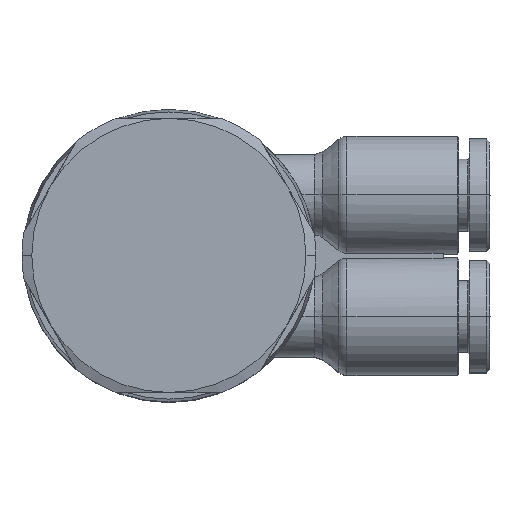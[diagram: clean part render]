
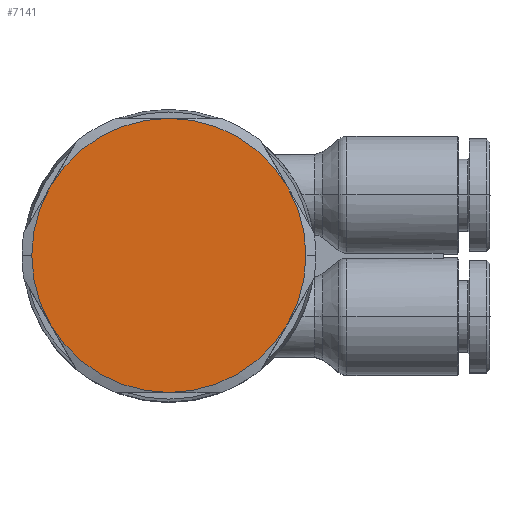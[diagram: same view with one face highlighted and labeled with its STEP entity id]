
A CAD part, top view. The second image highlights one B-rep face of the part: STEP entity #7141.
In plain terms, the highlighted planar face has unit normal (0, 0, 1).
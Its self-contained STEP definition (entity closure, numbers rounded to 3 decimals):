
#6070=CARTESIAN_POINT('',(12.5,4.65,14.5));
#6071=VERTEX_POINT('',#6070);
#6078=CARTESIAN_POINT('',(11.093,-0.6,14.5));
#6079=VERTEX_POINT('',#6078);
#6080=CARTESIAN_POINT('',(2.,4.65,14.5));
#6081=DIRECTION('',(0.0,0.0,1.0));
#6082=DIRECTION('',(-1.0,0.0,0.0));
#6083=AXIS2_PLACEMENT_3D('',#6080,#6081,#6082);
#6084=CIRCLE('',#6083,10.5);
#6085=EDGE_CURVE('',#6079,#6071,#6084,.T.);
#6109=CARTESIAN_POINT('',(-8.5,4.65,14.5));
#6110=VERTEX_POINT('',#6109);
#6118=CARTESIAN_POINT('',(-7.093,-0.6,14.5));
#6119=VERTEX_POINT('',#6118);
#6133=CARTESIAN_POINT('',(2.,4.65,14.5));
#6134=DIRECTION('',(0.0,0.0,1.0));
#6135=DIRECTION('',(-1.0,0.0,0.0));
#6136=AXIS2_PLACEMENT_3D('',#6133,#6134,#6135);
#6137=CIRCLE('',#6136,10.5);
#6138=EDGE_CURVE('',#6110,#6119,#6137,.T.);
#6473=CARTESIAN_POINT('',(-7.093,9.9,14.5));
#6474=VERTEX_POINT('',#6473);
#6475=CARTESIAN_POINT('',(2.,4.65,14.5));
#6476=DIRECTION('',(0.0,0.0,1.0));
#6477=DIRECTION('',(-1.0,0.0,0.0));
#6478=AXIS2_PLACEMENT_3D('',#6475,#6476,#6477);
#6479=CIRCLE('',#6478,10.5);
#6480=EDGE_CURVE('',#6474,#6110,#6479,.T.);
#6514=CARTESIAN_POINT('',(2.,15.15,14.5));
#6515=VERTEX_POINT('',#6514);
#6551=CARTESIAN_POINT('',(2.,4.65,14.5));
#6552=DIRECTION('',(0.0,0.0,1.0));
#6553=DIRECTION('',(-1.0,0.0,0.0));
#6554=AXIS2_PLACEMENT_3D('',#6551,#6552,#6553);
#6555=CIRCLE('',#6554,10.5);
#6556=EDGE_CURVE('',#6515,#6474,#6555,.T.);
#6581=CARTESIAN_POINT('',(11.093,9.9,14.5));
#6582=VERTEX_POINT('',#6581);
#6583=CARTESIAN_POINT('',(2.,4.65,14.5));
#6584=DIRECTION('',(0.0,0.0,1.0));
#6585=DIRECTION('',(-1.0,0.0,0.0));
#6586=AXIS2_PLACEMENT_3D('',#6583,#6584,#6585);
#6587=CIRCLE('',#6586,10.5);
#6588=EDGE_CURVE('',#6582,#6515,#6587,.T.);
#6643=CARTESIAN_POINT('',(2.,4.65,14.5));
#6644=DIRECTION('',(0.0,0.0,1.0));
#6645=DIRECTION('',(-1.0,0.0,0.0));
#6646=AXIS2_PLACEMENT_3D('',#6643,#6644,#6645);
#6647=CIRCLE('',#6646,10.5);
#6648=EDGE_CURVE('',#6071,#6582,#6647,.T.);
#6673=CARTESIAN_POINT('',(2.,-5.85,14.5));
#6674=VERTEX_POINT('',#6673);
#6675=CARTESIAN_POINT('',(2.,4.65,14.5));
#6676=DIRECTION('',(0.0,0.0,1.0));
#6677=DIRECTION('',(-1.0,0.0,0.0));
#6678=AXIS2_PLACEMENT_3D('',#6675,#6676,#6677);
#6679=CIRCLE('',#6678,10.5);
#6680=EDGE_CURVE('',#6674,#6079,#6679,.T.);
#6727=CARTESIAN_POINT('',(2.,4.65,14.5));
#6728=DIRECTION('',(0.0,0.0,1.0));
#6729=DIRECTION('',(-1.0,0.0,0.0));
#6730=AXIS2_PLACEMENT_3D('',#6727,#6728,#6729);
#6731=CIRCLE('',#6730,10.5);
#6732=EDGE_CURVE('',#6119,#6674,#6731,.T.);
#7126=CARTESIAN_POINT('',(2.,4.65,14.5));
#7127=DIRECTION('',(0.0,0.0,1.0));
#7128=DIRECTION('',(-1.0,0.0,0.0));
#7129=AXIS2_PLACEMENT_3D('',#7126,#7127,#7128);
#7130=PLANE('',#7129);
#7131=ORIENTED_EDGE('',*,*,#6732,.T.);
#7132=ORIENTED_EDGE('',*,*,#6680,.T.);
#7133=ORIENTED_EDGE('',*,*,#6085,.T.);
#7134=ORIENTED_EDGE('',*,*,#6648,.T.);
#7135=ORIENTED_EDGE('',*,*,#6588,.T.);
#7136=ORIENTED_EDGE('',*,*,#6556,.T.);
#7137=ORIENTED_EDGE('',*,*,#6480,.T.);
#7138=ORIENTED_EDGE('',*,*,#6138,.T.);
#7139=EDGE_LOOP('',(#7131,#7132,#7133,#7134,#7135,#7136,#7137,#7138));
#7140=FACE_OUTER_BOUND('',#7139,.T.);
#7141=ADVANCED_FACE('',(#7140),#7130,.T.);
